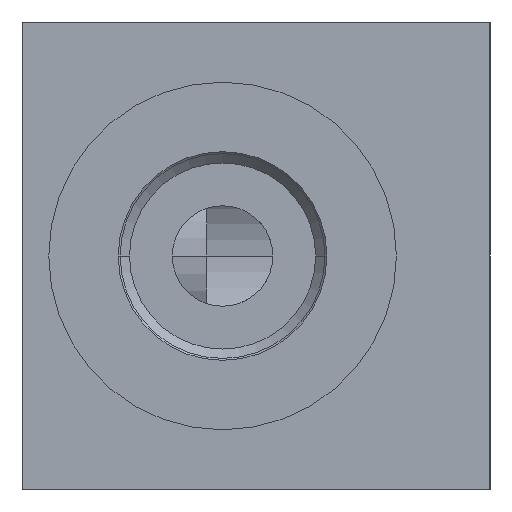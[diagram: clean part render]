
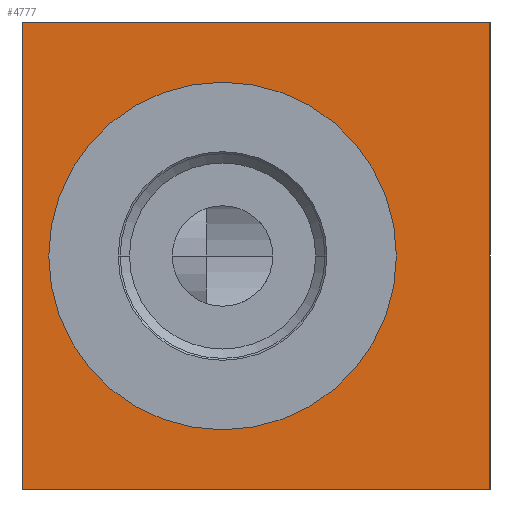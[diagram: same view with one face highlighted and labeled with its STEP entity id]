
A CAD part, left-side view. The second image highlights one B-rep face of the part: STEP entity #4777.
In plain terms, the highlighted planar face has unit normal (-1, 0, 0).
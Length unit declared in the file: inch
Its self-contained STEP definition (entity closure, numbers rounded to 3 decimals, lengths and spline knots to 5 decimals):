
#18=DIRECTION('',(0.,0.,1.));
#19=VECTOR('',#18,0.875);
#20=CARTESIAN_POINT('',(-0.8125,0.,-0.4375));
#21=LINE('',#20,#19);
#1071=DIRECTION('',(0.,-1.,0.));
#1072=VECTOR('',#1071,0.875);
#1073=CARTESIAN_POINT('',(-0.8125,0.,-0.4375));
#1074=LINE('',#1073,#1072);
#1078=CARTESIAN_POINT('',(-0.8125,-0.375,0.));
#1079=DIRECTION('',(-1.,0.,0.));
#1080=DIRECTION('',(0.,1.,0.));
#1081=AXIS2_PLACEMENT_3D('',#1078,#1079,#1080);
#1086=CARTESIAN_POINT('',(-0.8125,-0.375,0.));
#1087=DIRECTION('',(-1.,0.,0.));
#1088=DIRECTION('',(0.,-1.,0.));
#1089=AXIS2_PLACEMENT_3D('',#1086,#1087,#1088);
#1094=DIRECTION('',(0.,-1.,0.));
#1095=VECTOR('',#1094,0.875);
#1096=CARTESIAN_POINT('',(-0.8125,0.,0.4375));
#1097=LINE('',#1096,#1095);
#1692=DIRECTION('',(0.,0.,1.));
#1693=VECTOR('',#1692,0.875);
#1694=CARTESIAN_POINT('',(-0.8125,-0.875,-0.4375));
#1695=LINE('',#1694,#1693);
#3743=CARTESIAN_POINT('',(-0.8125,0.,-0.4375));
#3744=CARTESIAN_POINT('',(-0.8125,0.,0.4375));
#3745=VERTEX_POINT('',#3743);
#3746=VERTEX_POINT('',#3744);
#3751=CARTESIAN_POINT('',(-0.8125,-0.875,-0.4375));
#3752=CARTESIAN_POINT('',(-0.8125,-0.875,0.4375));
#3753=VERTEX_POINT('',#3751);
#3754=VERTEX_POINT('',#3752);
#3805=CARTESIAN_POINT('',(-0.8125,-0.05,0.));
#3806=CARTESIAN_POINT('',(-0.8125,-0.7,0.));
#3807=VERTEX_POINT('',#3805);
#3808=VERTEX_POINT('',#3806);
#4757=CARTESIAN_POINT('',(-0.8125,0.,-0.4375));
#4758=DIRECTION('',(-1.,0.,0.));
#4759=DIRECTION('',(0.,0.,1.));
#4760=AXIS2_PLACEMENT_3D('',#4757,#4758,#4759);
#4761=PLANE('',#4760);
#4762=ORIENTED_EDGE('',*,*,#4422,.T.);
#4764=ORIENTED_EDGE('',*,*,#4763,.T.);
#4766=ORIENTED_EDGE('',*,*,#4765,.F.);
#4768=ORIENTED_EDGE('',*,*,#4767,.F.);
#4769=EDGE_LOOP('',(#4762,#4764,#4766,#4768));
#4770=FACE_OUTER_BOUND('',#4769,.F.);
#4772=ORIENTED_EDGE('',*,*,#4771,.T.);
#4774=ORIENTED_EDGE('',*,*,#4773,.T.);
#4775=EDGE_LOOP('',(#4772,#4774));
#4776=FACE_BOUND('',#4775,.F.);
#1082=CIRCLE('',#1081,0.325);
#1090=CIRCLE('',#1089,0.325);
#4422=EDGE_CURVE('',#3745,#3746,#21,.T.);
#4763=EDGE_CURVE('',#3746,#3754,#1097,.T.);
#4765=EDGE_CURVE('',#3753,#3754,#1695,.T.);
#4767=EDGE_CURVE('',#3745,#3753,#1074,.T.);
#4771=EDGE_CURVE('',#3807,#3808,#1082,.T.);
#4773=EDGE_CURVE('',#3808,#3807,#1090,.T.);
#4777=ADVANCED_FACE('',(#4770,#4776),#4761,.T.);
